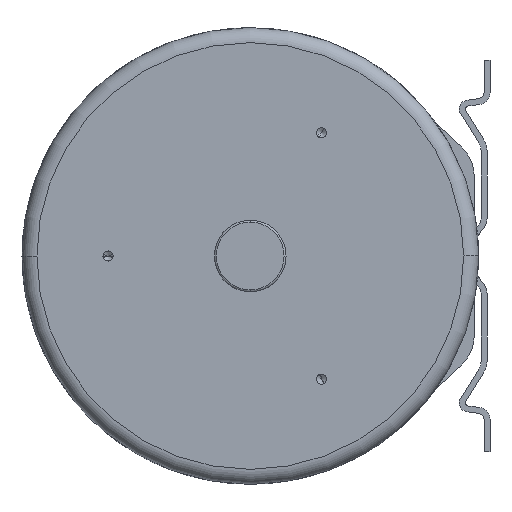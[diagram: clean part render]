
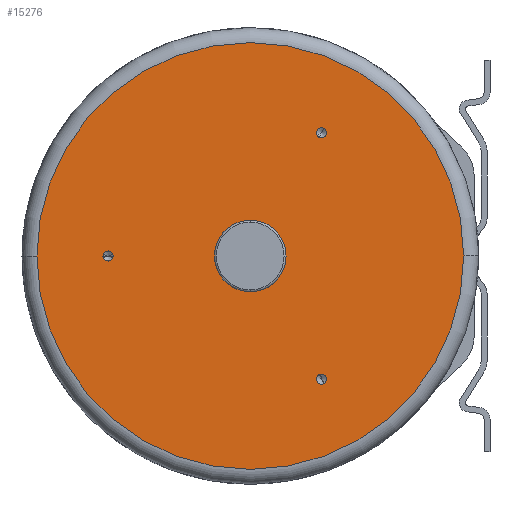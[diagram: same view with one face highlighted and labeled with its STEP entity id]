
A CAD part, left-side view. The second image highlights one B-rep face of the part: STEP entity #15276.
In plain terms, the highlighted planar face has unit normal (-1, 0, 0).
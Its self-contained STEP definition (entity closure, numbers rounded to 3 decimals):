
#315=CARTESIAN_POINT('',(-139.,0.,0.));
#316=DIRECTION('',(-1.,0.,0.));
#317=DIRECTION('',(0.,0.,1.));
#318=AXIS2_PLACEMENT_3D('',#315,#316,#317);
#320=CARTESIAN_POINT('',(-139.,0.,0.));
#321=DIRECTION('',(-1.,0.,0.));
#322=DIRECTION('',(0.,0.,-1.));
#323=AXIS2_PLACEMENT_3D('',#320,#321,#322);
#325=CARTESIAN_POINT('',(-139.,143.,0.));
#326=DIRECTION('',(-1.,0.,0.));
#327=DIRECTION('',(0.,1.,0.));
#328=AXIS2_PLACEMENT_3D('',#325,#326,#327);
#330=CARTESIAN_POINT('',(-139.,143.,0.));
#331=DIRECTION('',(-1.,0.,0.));
#332=DIRECTION('',(0.,-1.,0.));
#333=AXIS2_PLACEMENT_3D('',#330,#331,#332);
#335=CARTESIAN_POINT('',(-139.,-71.5,123.842));
#336=DIRECTION('',(-1.,0.,0.));
#337=DIRECTION('',(0.,-0.5,0.866));
#338=AXIS2_PLACEMENT_3D('',#335,#336,#337);
#340=CARTESIAN_POINT('',(-139.,-71.5,123.842));
#341=DIRECTION('',(-1.,0.,0.));
#342=DIRECTION('',(0.,0.5,-0.866));
#343=AXIS2_PLACEMENT_3D('',#340,#341,#342);
#345=CARTESIAN_POINT('',(-139.,-71.5,-123.842));
#346=DIRECTION('',(-1.,0.,0.));
#347=DIRECTION('',(0.,-0.5,-0.866));
#348=AXIS2_PLACEMENT_3D('',#345,#346,#347);
#350=CARTESIAN_POINT('',(-139.,-71.5,-123.842));
#351=DIRECTION('',(-1.,0.,0.));
#352=DIRECTION('',(0.,0.5,0.866));
#353=AXIS2_PLACEMENT_3D('',#350,#351,#352);
#355=CARTESIAN_POINT('',(-139.,0.,0.));
#356=DIRECTION('',(-1.,0.,0.));
#357=DIRECTION('',(0.,1.,0.));
#358=AXIS2_PLACEMENT_3D('',#355,#356,#357);
#360=CARTESIAN_POINT('',(-139.,0.,0.));
#361=DIRECTION('',(-1.,0.,0.));
#362=DIRECTION('',(0.,-1.,0.));
#363=AXIS2_PLACEMENT_3D('',#360,#361,#362);
#13002=CARTESIAN_POINT('',(-139.,148.1,0.));
#13003=CARTESIAN_POINT('',(-139.,137.9,0.));
#13004=VERTEX_POINT('',#13002);
#13005=VERTEX_POINT('',#13003);
#13012=CARTESIAN_POINT('',(-139.,-74.05,128.258));
#13013=CARTESIAN_POINT('',(-139.,-68.95,119.425));
#13014=VERTEX_POINT('',#13012);
#13015=VERTEX_POINT('',#13013);
#13022=CARTESIAN_POINT('',(-139.,-74.05,-128.258));
#13023=CARTESIAN_POINT('',(-139.,-68.95,-119.425));
#13024=VERTEX_POINT('',#13022);
#13025=VERTEX_POINT('',#13023);
#13036=CARTESIAN_POINT('',(-139.,0.,36.));
#13037=CARTESIAN_POINT('',(-139.,0.,-36.));
#13038=VERTEX_POINT('',#13036);
#13039=VERTEX_POINT('',#13037);
#13172=CARTESIAN_POINT('',(-139.,214.5,0.));
#13173=CARTESIAN_POINT('',(-139.,-214.5,0.));
#13174=VERTEX_POINT('',#13172);
#13175=VERTEX_POINT('',#13173);
#15241=CARTESIAN_POINT('',(-139.,0.,0.));
#15242=DIRECTION('',(1.,0.,0.));
#15243=DIRECTION('',(0.,-1.,0.));
#15244=AXIS2_PLACEMENT_3D('',#15241,#15242,#15243);
#15245=PLANE('',#15244);
#15247=ORIENTED_EDGE('',*,*,#15246,.F.);
#15249=ORIENTED_EDGE('',*,*,#15248,.F.);
#15250=EDGE_LOOP('',(#15247,#15249));
#15251=FACE_OUTER_BOUND('',#15250,.F.);
#15253=ORIENTED_EDGE('',*,*,#15252,.T.);
#15255=ORIENTED_EDGE('',*,*,#15254,.T.);
#15256=EDGE_LOOP('',(#15253,#15255));
#15257=FACE_BOUND('',#15256,.F.);
#15259=ORIENTED_EDGE('',*,*,#15258,.T.);
#15261=ORIENTED_EDGE('',*,*,#15260,.T.);
#15262=EDGE_LOOP('',(#15259,#15261));
#15263=FACE_BOUND('',#15262,.F.);
#15265=ORIENTED_EDGE('',*,*,#15264,.T.);
#15267=ORIENTED_EDGE('',*,*,#15266,.T.);
#15268=EDGE_LOOP('',(#15265,#15267));
#15269=FACE_BOUND('',#15268,.F.);
#15271=ORIENTED_EDGE('',*,*,#15270,.T.);
#15273=ORIENTED_EDGE('',*,*,#15272,.T.);
#15274=EDGE_LOOP('',(#15271,#15273));
#15275=FACE_BOUND('',#15274,.F.);
#15276=ADVANCED_FACE('',(#15251,#15257,#15263,#15269,#15275),#15245,.F.);
#319=CIRCLE('',#318,36.);
#324=CIRCLE('',#323,36.);
#329=CIRCLE('',#328,5.1);
#334=CIRCLE('',#333,5.1);
#339=CIRCLE('',#338,5.1);
#344=CIRCLE('',#343,5.1);
#349=CIRCLE('',#348,5.1);
#354=CIRCLE('',#353,5.1);
#359=CIRCLE('',#358,214.5);
#364=CIRCLE('',#363,214.5);
#15246=EDGE_CURVE('',#13174,#13175,#359,.T.);
#15248=EDGE_CURVE('',#13175,#13174,#364,.T.);
#15252=EDGE_CURVE('',#13038,#13039,#319,.T.);
#15254=EDGE_CURVE('',#13039,#13038,#324,.T.);
#15258=EDGE_CURVE('',#13004,#13005,#329,.T.);
#15260=EDGE_CURVE('',#13005,#13004,#334,.T.);
#15264=EDGE_CURVE('',#13014,#13015,#339,.T.);
#15266=EDGE_CURVE('',#13015,#13014,#344,.T.);
#15270=EDGE_CURVE('',#13024,#13025,#349,.T.);
#15272=EDGE_CURVE('',#13025,#13024,#354,.T.);
